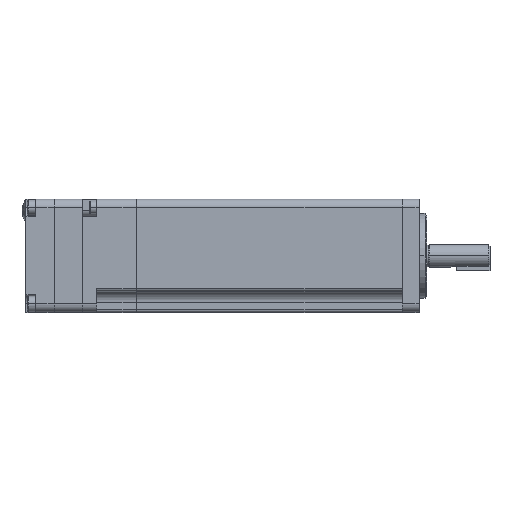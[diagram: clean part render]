
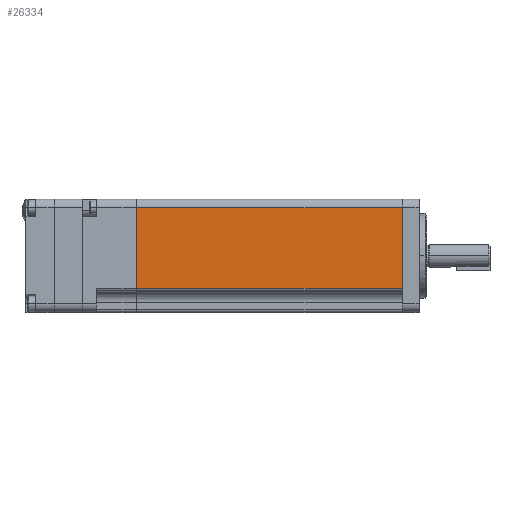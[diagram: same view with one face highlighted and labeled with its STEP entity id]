
A CAD part, top view. The second image highlights one B-rep face of the part: STEP entity #26334.
In plain terms, the highlighted planar face has unit normal (0, 0, 1).
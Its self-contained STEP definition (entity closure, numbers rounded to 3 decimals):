
#157 = EDGE_CURVE ( 'NONE', #91132, #63435, #9634, .T. ) ;
#4456 = VECTOR ( 'NONE', #11333, 1000. ) ;
#8445 = ORIENTED_EDGE ( 'NONE', *, *, #27491, .F. ) ;
#9634 = LINE ( 'NONE', #68170, #80501 ) ;
#9977 = VECTOR ( 'NONE', #87112, 1000. ) ;
#11333 = DIRECTION ( 'NONE',  ( 0., -1., 0. ) ) ;
#13410 = DIRECTION ( 'NONE',  ( 0., 0., -1. ) ) ;
#22272 = CARTESIAN_POINT ( 'NONE',  ( -81.07, 3.112, 72.651 ) ) ;
#22622 = VECTOR ( 'NONE', #86108, 1000. ) ;
#23269 = LINE ( 'NONE', #53945, #4456 ) ;
#26334 = ADVANCED_FACE ( 'NONE', ( #29511 ), #69805, .F. ) ;
#27491 = EDGE_CURVE ( 'NONE', #68894, #45775, #23269, .T. ) ;
#29511 = FACE_OUTER_BOUND ( 'NONE', #64096, .T. ) ;
#37474 = EDGE_CURVE ( 'NONE', #63435, #45775, #76800, .T. ) ;
#38917 = LINE ( 'NONE', #73236, #9977 ) ;
#45775 = VERTEX_POINT ( 'NONE', #22272 ) ;
#49599 = AXIS2_PLACEMENT_3D ( 'NONE', #55975, #13410, #63057 ) ;
#53945 = CARTESIAN_POINT ( 'NONE',  ( -81.07, 31.553, 72.651 ) ) ;
#55975 = CARTESIAN_POINT ( 'NONE',  ( -173.07, 34.553, 72.651 ) ) ;
#59158 = CARTESIAN_POINT ( 'NONE',  ( -174.954, 31.553, 72.651 ) ) ;
#61951 = CARTESIAN_POINT ( 'NONE',  ( -174.954, 3.112, 72.651 ) ) ;
#63057 = DIRECTION ( 'NONE',  ( 0., -1., 0. ) ) ;
#63435 = VERTEX_POINT ( 'NONE', #61951 ) ;
#64096 = EDGE_LOOP ( 'NONE', ( #85429, #8445, #68961, #76128 ) ) ;
#68170 = CARTESIAN_POINT ( 'NONE',  ( -174.954, 3.112, 72.651 ) ) ;
#68894 = VERTEX_POINT ( 'NONE', #86963 ) ;
#68961 = ORIENTED_EDGE ( 'NONE', *, *, #79873, .T. ) ;
#69805 = PLANE ( 'NONE',  #49599 ) ;
#71344 = CARTESIAN_POINT ( 'NONE',  ( -173.07, 3.112, 72.651 ) ) ;
#73236 = CARTESIAN_POINT ( 'NONE',  ( -173.07, 31.553, 72.651 ) ) ;
#73985 = DIRECTION ( 'NONE',  ( 0., -1., 0. ) ) ;
#76128 = ORIENTED_EDGE ( 'NONE', *, *, #157, .T. ) ;
#76800 = LINE ( 'NONE', #71344, #22622 ) ;
#79873 = EDGE_CURVE ( 'NONE', #68894, #91132, #38917, .T. ) ;
#80501 = VECTOR ( 'NONE', #73985, 1000. ) ;
#85429 = ORIENTED_EDGE ( 'NONE', *, *, #37474, .T. ) ;
#86108 = DIRECTION ( 'NONE',  ( 1., 0., 0. ) ) ;
#86963 = CARTESIAN_POINT ( 'NONE',  ( -81.07, 31.553, 72.651 ) ) ;
#87112 = DIRECTION ( 'NONE',  ( -1., 0., 0. ) ) ;
#91132 = VERTEX_POINT ( 'NONE', #59158 ) ;
